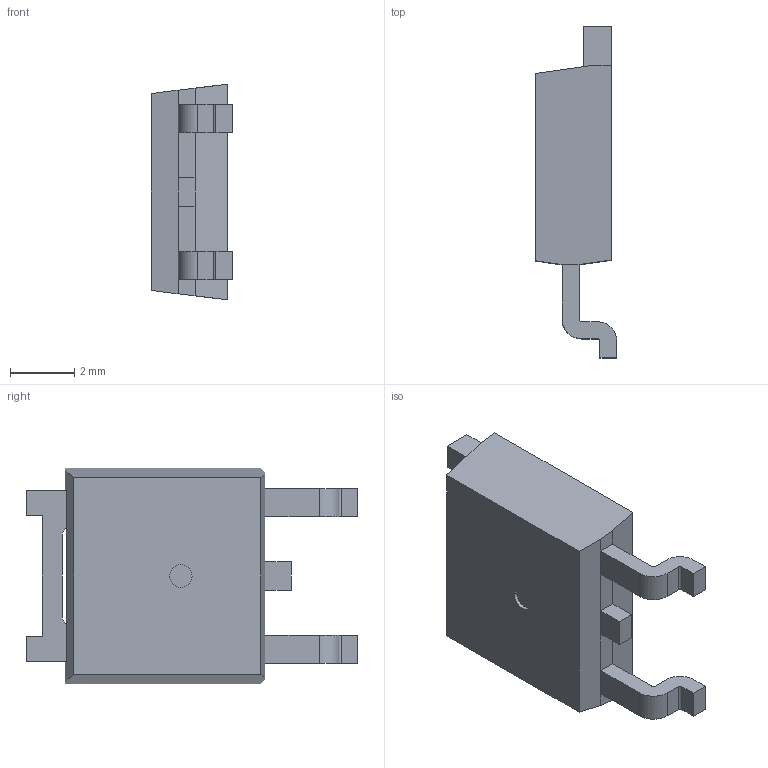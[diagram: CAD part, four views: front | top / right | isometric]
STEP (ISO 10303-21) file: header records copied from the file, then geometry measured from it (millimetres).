
FILE_DESCRIPTION (( 'STEP AP214' ), '1' );
FILE_NAME ('TO-222.STEP', '2017-06-01T13:00:50', ( '' ), ( '' ), 'SwSTEP 2.0', 'SolidWorks 2017', '' );
FILE_SCHEMA (( 'AUTOMOTIVE_DESIGN' ));
Length unit declared in the file: millimetre
Products named in the file (1): TO-222
Bounding box: 2.55 x 10.35 x 6.73 mm (x, y, z)
Volume: 99.5 mm3; surface area: 248.2 mm2
Topology: 2 solids, 2 shells, 83 faces, 222 edges, 144 vertices
Faces by surface type: plane 69, cylinder 14
Entity records: 3475 total; most frequent: CARTESIAN_POINT 450, ORIENTED_EDGE 444, DIRECTION 418, EDGE_CURVE 222, VECTOR 194, LINE 194, VERTEX_POINT 144, AXIS2_PLACEMENT_3D 112
